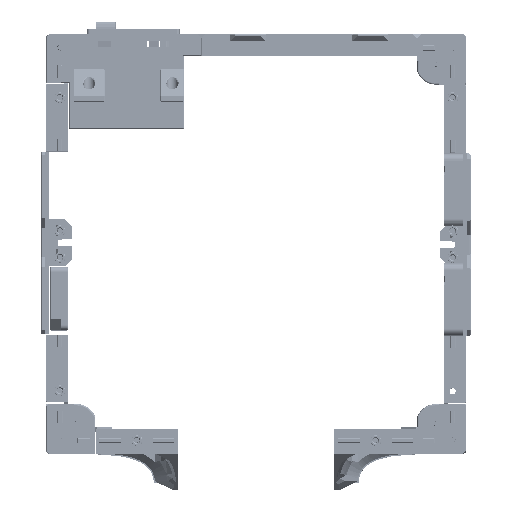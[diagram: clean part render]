
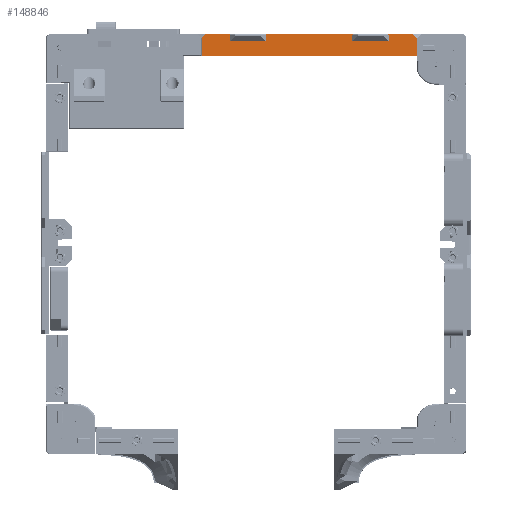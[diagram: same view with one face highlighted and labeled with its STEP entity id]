
A CAD part, top view. The second image highlights one B-rep face of the part: STEP entity #148846.
In plain terms, the highlighted planar face has unit normal (0, 0, 1).
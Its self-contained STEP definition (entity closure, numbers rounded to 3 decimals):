
#13997=FACE_OUTER_BOUND('',#22470,.T.);
#22470=EDGE_LOOP('',(#120832,#120833,#120834,#120835,#120836,#120837,#120838,
#120839,#120840,#120841,#120842,#120843,#120844,#120845,#120846,#120847,
#120848,#120849));
#36078=LINE('',#261443,#51270);
#37025=LINE('',#263346,#52217);
#37029=LINE('',#263352,#52221);
#37030=LINE('',#263355,#52222);
#37034=LINE('',#263362,#52226);
#37054=LINE('',#263403,#52246);
#37056=LINE('',#263407,#52248);
#37061=LINE('',#263417,#52253);
#37101=LINE('',#263503,#52293);
#37105=LINE('',#263510,#52297);
#37106=LINE('',#263511,#52298);
#37115=LINE('',#263529,#52307);
#37116=LINE('',#263531,#52308);
#37117=LINE('',#263533,#52309);
#37118=LINE('',#263535,#52310);
#37119=LINE('',#263537,#52311);
#37120=LINE('',#263538,#52312);
#37121=LINE('',#263539,#52313);
#51270=VECTOR('',#181034,117.626);
#52217=VECTOR('',#182007,3.6);
#52221=VECTOR('',#182013,20.);
#52222=VECTOR('',#182016,3.6);
#52226=VECTOR('',#182022,9.876);
#52246=VECTOR('',#182060,3.004);
#52248=VECTOR('',#182064,0.693);
#52253=VECTOR('',#182073,0.693);
#52293=VECTOR('',#182143,13.653);
#52297=VECTOR('',#182147,48.334);
#52298=VECTOR('',#182148,13.653);
#52307=VECTOR('',#182159,9.876);
#52308=VECTOR('',#182160,0.693);
#52309=VECTOR('',#182161,3.6);
#52310=VECTOR('',#182162,20.);
#52311=VECTOR('',#182163,3.6);
#52312=VECTOR('',#182164,0.693);
#52313=VECTOR('',#182165,3.004);
#67620=VERTEX_POINT('',#261440);
#67621=VERTEX_POINT('',#261442);
#68563=VERTEX_POINT('',#263344);
#68564=VERTEX_POINT('',#263345);
#68565=VERTEX_POINT('',#263350);
#68566=VERTEX_POINT('',#263354);
#68568=VERTEX_POINT('',#263360);
#68580=VERTEX_POINT('',#263402);
#68581=VERTEX_POINT('',#263406);
#68584=VERTEX_POINT('',#263416);
#68614=VERTEX_POINT('',#263500);
#68615=VERTEX_POINT('',#263502);
#68618=VERTEX_POINT('',#263508);
#68626=VERTEX_POINT('',#263528);
#68627=VERTEX_POINT('',#263530);
#68628=VERTEX_POINT('',#263532);
#68629=VERTEX_POINT('',#263534);
#68630=VERTEX_POINT('',#263536);
#85989=EDGE_CURVE('',#67620,#67621,#36078,.T.);
#86938=EDGE_CURVE('',#68563,#68564,#37025,.T.);
#86942=EDGE_CURVE('',#68563,#68565,#37029,.T.);
#86943=EDGE_CURVE('',#68565,#68566,#37030,.T.);
#86947=EDGE_CURVE('',#68568,#67620,#37034,.T.);
#86967=EDGE_CURVE('',#68568,#68580,#37054,.T.);
#86969=EDGE_CURVE('',#68566,#68581,#37056,.T.);
#86974=EDGE_CURVE('',#68584,#68564,#37061,.T.);
#87017=EDGE_CURVE('',#68614,#68615,#37101,.T.);
#87021=EDGE_CURVE('',#68584,#68618,#37105,.T.);
#87022=EDGE_CURVE('',#68580,#68581,#37106,.T.);
#87031=EDGE_CURVE('',#68626,#67621,#37115,.T.);
#87032=EDGE_CURVE('',#68618,#68627,#37116,.T.);
#87033=EDGE_CURVE('',#68628,#68627,#37117,.T.);
#87034=EDGE_CURVE('',#68628,#68629,#37118,.T.);
#87035=EDGE_CURVE('',#68629,#68630,#37119,.T.);
#87036=EDGE_CURVE('',#68630,#68615,#37120,.T.);
#87037=EDGE_CURVE('',#68626,#68614,#37121,.T.);
#120832=ORIENTED_EDGE('',*,*,#87031,.T.);
#120833=ORIENTED_EDGE('',*,*,#85989,.F.);
#120834=ORIENTED_EDGE('',*,*,#86947,.F.);
#120835=ORIENTED_EDGE('',*,*,#86967,.T.);
#120836=ORIENTED_EDGE('',*,*,#87022,.T.);
#120837=ORIENTED_EDGE('',*,*,#86969,.F.);
#120838=ORIENTED_EDGE('',*,*,#86943,.F.);
#120839=ORIENTED_EDGE('',*,*,#86942,.F.);
#120840=ORIENTED_EDGE('',*,*,#86938,.T.);
#120841=ORIENTED_EDGE('',*,*,#86974,.F.);
#120842=ORIENTED_EDGE('',*,*,#87021,.T.);
#120843=ORIENTED_EDGE('',*,*,#87032,.T.);
#120844=ORIENTED_EDGE('',*,*,#87033,.F.);
#120845=ORIENTED_EDGE('',*,*,#87034,.T.);
#120846=ORIENTED_EDGE('',*,*,#87035,.T.);
#120847=ORIENTED_EDGE('',*,*,#87036,.T.);
#120848=ORIENTED_EDGE('',*,*,#87017,.F.);
#120849=ORIENTED_EDGE('',*,*,#87037,.F.);
#141494=PLANE('',#158769);
#148846=ADVANCED_FACE('',(#13997),#141494,.T.);
#158769=AXIS2_PLACEMENT_3D('',#263527,#182157,#182158);
#181034=DIRECTION('',(-1.,0.,0.));
#182007=DIRECTION('',(0.,1.,0.));
#182013=DIRECTION('',(1.,0.,0.));
#182016=DIRECTION('',(0.,1.,0.));
#182022=DIRECTION('',(0.,-1.,0.));
#182060=DIRECTION('',(-0.707,0.707,0.));
#182064=DIRECTION('',(-0.816,0.577,0.));
#182073=DIRECTION('',(-0.816,-0.577,0.));
#182143=DIRECTION('',(1.,0.,0.));
#182147=DIRECTION('',(-1.,0.,0.));
#182148=DIRECTION('',(-1.,0.,0.));
#182157=DIRECTION('center_axis',(0.,0.,1.));
#182158=DIRECTION('ref_axis',(0.,-1.,0.));
#182159=DIRECTION('',(0.,-1.,0.));
#182160=DIRECTION('',(0.816,-0.577,0.));
#182161=DIRECTION('',(0.,1.,0.));
#182162=DIRECTION('',(-1.,0.,0.));
#182163=DIRECTION('',(0.,1.,0.));
#182164=DIRECTION('',(0.816,0.577,0.));
#182165=DIRECTION('',(0.707,0.707,0.));
#261440=CARTESIAN_POINT('',(87.881,103.,49.2));
#261442=CARTESIAN_POINT('',(-29.745,103.,49.2));
#261443=CARTESIAN_POINT('',(87.881,103.,49.2));
#263344=CARTESIAN_POINT('',(52.669,111.,49.2));
#263345=CARTESIAN_POINT('',(52.669,114.6,49.2));
#263346=CARTESIAN_POINT('',(52.669,111.,49.2));
#263350=CARTESIAN_POINT('',(72.669,111.,49.2));
#263352=CARTESIAN_POINT('',(52.669,111.,49.2));
#263354=CARTESIAN_POINT('',(72.669,114.6,49.2));
#263355=CARTESIAN_POINT('',(72.669,111.,49.2));
#263360=CARTESIAN_POINT('',(87.881,112.876,49.2));
#263362=CARTESIAN_POINT('',(87.881,112.876,49.2));
#263402=CARTESIAN_POINT('',(85.757,115.,49.2));
#263403=CARTESIAN_POINT('',(87.881,112.876,49.2));
#263406=CARTESIAN_POINT('',(72.104,115.,49.2));
#263407=CARTESIAN_POINT('',(72.669,114.6,49.2));
#263416=CARTESIAN_POINT('',(53.235,115.,49.2));
#263417=CARTESIAN_POINT('',(53.235,115.,49.2));
#263500=CARTESIAN_POINT('',(-27.621,115.,49.2));
#263502=CARTESIAN_POINT('',(-13.967,115.,49.2));
#263503=CARTESIAN_POINT('',(-27.621,115.,49.2));
#263508=CARTESIAN_POINT('',(4.901,115.,49.2));
#263510=CARTESIAN_POINT('',(53.235,115.,49.2));
#263511=CARTESIAN_POINT('',(85.757,115.,49.2));
#263527=CARTESIAN_POINT('Origin',(115.778,115.076,49.2));
#263528=CARTESIAN_POINT('',(-29.745,112.876,49.2));
#263529=CARTESIAN_POINT('',(-29.745,112.876,49.2));
#263530=CARTESIAN_POINT('',(5.467,114.6,49.2));
#263531=CARTESIAN_POINT('',(4.901,115.,49.2));
#263532=CARTESIAN_POINT('',(5.467,111.,49.2));
#263533=CARTESIAN_POINT('',(5.467,111.,49.2));
#263534=CARTESIAN_POINT('',(-14.533,111.,49.2));
#263535=CARTESIAN_POINT('',(5.467,111.,49.2));
#263536=CARTESIAN_POINT('',(-14.533,114.6,49.2));
#263537=CARTESIAN_POINT('',(-14.533,111.,49.2));
#263538=CARTESIAN_POINT('',(-14.533,114.6,49.2));
#263539=CARTESIAN_POINT('',(-29.745,112.876,49.2));
